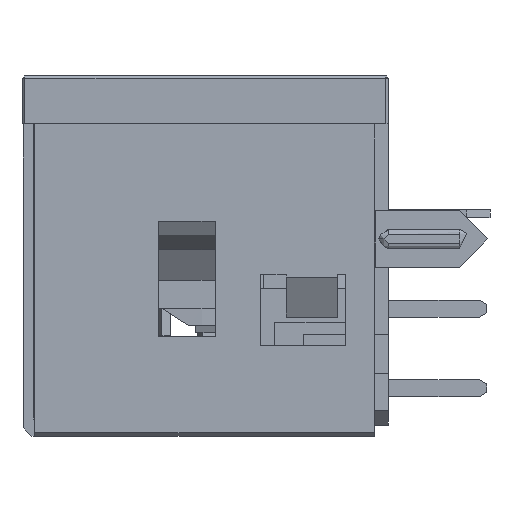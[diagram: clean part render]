
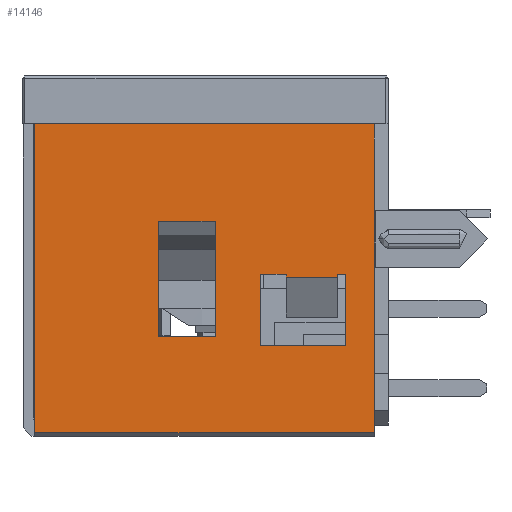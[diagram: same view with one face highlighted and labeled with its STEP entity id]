
A CAD part, left-side view. The second image highlights one B-rep face of the part: STEP entity #14146.
In plain terms, the highlighted planar face has unit normal (-1, 0, 0).
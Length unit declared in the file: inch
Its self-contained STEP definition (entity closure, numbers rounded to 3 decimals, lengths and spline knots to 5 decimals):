
#371 = CARTESIAN_POINT ( 'NONE',  ( -0.00461, 0.1378, 0.22964 ) ) ;
#564 = CARTESIAN_POINT ( 'NONE',  ( -0.00461, 0.06693, 0.21527 ) ) ;
#814 = FACE_BOUND ( 'NONE', #1039, .T. ) ;
#953 = ORIENTED_EDGE ( 'NONE', *, *, #10145, .T. ) ;
#986 = PLANE ( 'NONE',  #34286 ) ;
#1039 = EDGE_LOOP ( 'NONE', ( #19414, #20443, #7254, #32922, #28715, #9828, #27067, #8092 ) ) ;
#1200 = LINE ( 'NONE', #6698, #28413 ) ;
#1512 = CARTESIAN_POINT ( 'NONE',  ( -0.00461, 0.1378, 0.219 ) ) ;
#1514 = DIRECTION ( 'NONE',  ( 1., 0., 0. ) ) ;
#1676 = VERTEX_POINT ( 'NONE', #22878 ) ;
#2454 = VERTEX_POINT ( 'NONE', #33231 ) ;
#2811 = CARTESIAN_POINT ( 'NONE',  ( -0.00461, 0.17323, 0.12058 ) ) ;
#2943 = EDGE_CURVE ( 'NONE', #10844, #7716, #27586, .T. ) ;
#2977 = DIRECTION ( 'NONE',  ( 0., 1., 0. ) ) ;
#3232 = CARTESIAN_POINT ( 'NONE',  ( -0.00461, 0.05512, 0.219 ) ) ;
#4002 = LINE ( 'NONE', #19885, #33383 ) ;
#4042 = VERTEX_POINT ( 'NONE', #10537 ) ;
#4685 = DIRECTION ( 'NONE',  ( 0., 0., -1. ) ) ;
#4873 = EDGE_CURVE ( 'NONE', #16829, #7716, #18394, .T. ) ;
#4887 = LINE ( 'NONE', #26401, #9053 ) ;
#5066 = CARTESIAN_POINT ( 'NONE',  ( -0.00461, 0.1378, 0.21527 ) ) ;
#5341 = VECTOR ( 'NONE', #31872, 39.37008 ) ;
#5517 = CARTESIAN_POINT ( 'NONE',  ( -0.00461, 0.1378, 0.219 ) ) ;
#5981 = EDGE_CURVE ( 'NONE', #32800, #4042, #25786, .T. ) ;
#6698 = CARTESIAN_POINT ( 'NONE',  ( -0.00461, 0.48622, 0.42767 ) ) ;
#7254 = ORIENTED_EDGE ( 'NONE', *, *, #32141, .T. ) ;
#7333 = VECTOR ( 'NONE', #9590, 39.37008 ) ;
#7708 = VECTOR ( 'NONE', #34930, 39.37008 ) ;
#7716 = VERTEX_POINT ( 'NONE', #20284 ) ;
#7732 = LINE ( 'NONE', #10386, #7708 ) ;
#7837 = DIRECTION ( 'NONE',  ( 0., 0., -1. ) ) ;
#8048 = EDGE_CURVE ( 'NONE', #29741, #10844, #4002, .T. ) ;
#8092 = ORIENTED_EDGE ( 'NONE', *, *, #8186, .F. ) ;
#8186 = EDGE_CURVE ( 'NONE', #12181, #14659, #4887, .T. ) ;
#8289 = CARTESIAN_POINT ( 'NONE',  ( -0.00461, 0.01575, -0.00012 ) ) ;
#8922 = CARTESIAN_POINT ( 'NONE',  ( -0.00461, 0.31496, 0.29263 ) ) ;
#9053 = VECTOR ( 'NONE', #12984, 39.37008 ) ;
#9118 = FACE_OUTER_BOUND ( 'NONE', #16936, .T. ) ;
#9590 = DIRECTION ( 'NONE',  ( 0., 1., 0. ) ) ;
#9828 = ORIENTED_EDGE ( 'NONE', *, *, #22992, .F. ) ;
#10145 = EDGE_CURVE ( 'NONE', #2454, #23460, #34528, .T. ) ;
#10340 = CARTESIAN_POINT ( 'NONE',  ( -0.00461, 0.17323, 0.219 ) ) ;
#10386 = CARTESIAN_POINT ( 'NONE',  ( -0.00461, 0.31496, 0.29263 ) ) ;
#10537 = CARTESIAN_POINT ( 'NONE',  ( -0.00461, 0.06693, 0.219 ) ) ;
#10770 = ORIENTED_EDGE ( 'NONE', *, *, #8048, .T. ) ;
#10844 = VERTEX_POINT ( 'NONE', #11956 ) ;
#11003 = CARTESIAN_POINT ( 'NONE',  ( -0.00461, 0.31496, 0.30388 ) ) ;
#11512 = DIRECTION ( 'NONE',  ( 0., 1., 0. ) ) ;
#11856 = VECTOR ( 'NONE', #32104, 39.37008 ) ;
#11956 = CARTESIAN_POINT ( 'NONE',  ( -0.00461, 0.23622, 0.13239 ) ) ;
#12181 = VERTEX_POINT ( 'NONE', #564 ) ;
#12327 = DIRECTION ( 'NONE',  ( 0., 0., -1. ) ) ;
#12460 = CARTESIAN_POINT ( 'NONE',  ( -0.00461, 0.01575, 0.30759 ) ) ;
#12615 = ORIENTED_EDGE ( 'NONE', *, *, #4873, .F. ) ;
#12984 = DIRECTION ( 'NONE',  ( 0., 1., 0. ) ) ;
#13214 = VECTOR ( 'NONE', #25679, 39.37008 ) ;
#13657 = VERTEX_POINT ( 'NONE', #15864 ) ;
#14113 = DIRECTION ( 'NONE',  ( 0., 1., 0. ) ) ;
#14146 = ADVANCED_FACE ( 'NONE', ( #30825, #814, #9118 ), #986, .F. ) ;
#14659 = VERTEX_POINT ( 'NONE', #5066 ) ;
#14678 = EDGE_CURVE ( 'NONE', #4042, #12181, #21472, .T. ) ;
#14910 = CARTESIAN_POINT ( 'NONE',  ( -0.00461, 0., 0. ) ) ;
#15464 = EDGE_CURVE ( 'NONE', #28989, #30404, #31237, .T. ) ;
#15730 = DIRECTION ( 'NONE',  ( 0., 0., -1. ) ) ;
#15864 = CARTESIAN_POINT ( 'NONE',  ( -0.00461, 0.48622, -0.00013 ) ) ;
#16119 = VECTOR ( 'NONE', #20371, 39.37008 ) ;
#16214 = ORIENTED_EDGE ( 'NONE', *, *, #2943, .T. ) ;
#16327 = CARTESIAN_POINT ( 'NONE',  ( -0.00461, 0.05512, 0.219 ) ) ;
#16829 = VERTEX_POINT ( 'NONE', #8922 ) ;
#16936 = EDGE_LOOP ( 'NONE', ( #953, #19950, #17223, #28055, #31939, #34489 ) ) ;
#17223 = ORIENTED_EDGE ( 'NONE', *, *, #31253, .T. ) ;
#17542 = LINE ( 'NONE', #22513, #20621 ) ;
#17863 = LINE ( 'NONE', #371, #33480 ) ;
#18085 = VECTOR ( 'NONE', #2977, 39.37008 ) ;
#18394 = LINE ( 'NONE', #11003, #28095 ) ;
#18774 = VECTOR ( 'NONE', #4685, 39.37008 ) ;
#18872 = LINE ( 'NONE', #8289, #18085 ) ;
#18950 = DIRECTION ( 'NONE',  ( 0., 0., -1. ) ) ;
#18956 = EDGE_CURVE ( 'NONE', #19450, #14659, #17863, .T. ) ;
#19414 = ORIENTED_EDGE ( 'NONE', *, *, #14678, .F. ) ;
#19450 = VERTEX_POINT ( 'NONE', #1512 ) ;
#19860 = DIRECTION ( 'NONE',  ( 0., 0., -1. ) ) ;
#19885 = CARTESIAN_POINT ( 'NONE',  ( -0.00461, 0.23622, 0.30388 ) ) ;
#19950 = ORIENTED_EDGE ( 'NONE', *, *, #31219, .T. ) ;
#20094 = EDGE_CURVE ( 'NONE', #2454, #13657, #18872, .T. ) ;
#20199 = LINE ( 'NONE', #23027, #16119 ) ;
#20284 = CARTESIAN_POINT ( 'NONE',  ( -0.00461, 0.31496, 0.13239 ) ) ;
#20371 = DIRECTION ( 'NONE',  ( 0., 0., 1. ) ) ;
#20443 = ORIENTED_EDGE ( 'NONE', *, *, #5981, .F. ) ;
#20621 = VECTOR ( 'NONE', #22684, 39.37008 ) ;
#21049 = CARTESIAN_POINT ( 'NONE',  ( -0.00461, 0.23622, 0.29263 ) ) ;
#21305 = CARTESIAN_POINT ( 'NONE',  ( -0.00461, 0.06693, 0.22964 ) ) ;
#21472 = LINE ( 'NONE', #21305, #11856 ) ;
#21993 = VECTOR ( 'NONE', #11512, 39.37008 ) ;
#22143 = CARTESIAN_POINT ( 'NONE',  ( -0.00461, 0.23622, 0.13239 ) ) ;
#22513 = CARTESIAN_POINT ( 'NONE',  ( -0.00461, 0.01575, 0.42767 ) ) ;
#22684 = DIRECTION ( 'NONE',  ( 0., 0., 1. ) ) ;
#22878 = CARTESIAN_POINT ( 'NONE',  ( -0.00461, 0.05512, 0.12058 ) ) ;
#22911 = CARTESIAN_POINT ( 'NONE',  ( -0.00461, 0.01575, 0.42767 ) ) ;
#22971 = CARTESIAN_POINT ( 'NONE',  ( -0.00461, 0.05512, 0.219 ) ) ;
#22992 = EDGE_CURVE ( 'NONE', #19450, #26459, #24713, .T. ) ;
#23027 = CARTESIAN_POINT ( 'NONE',  ( -0.00461, 0.01575, 0.42767 ) ) ;
#23307 = VECTOR ( 'NONE', #14113, 39.37008 ) ;
#23400 = VERTEX_POINT ( 'NONE', #2811 ) ;
#23460 = VERTEX_POINT ( 'NONE', #32656 ) ;
#24713 = LINE ( 'NONE', #5517, #23307 ) ;
#25192 = DIRECTION ( 'NONE',  ( 0., 0., -1. ) ) ;
#25214 = VECTOR ( 'NONE', #27946, 39.37008 ) ;
#25679 = DIRECTION ( 'NONE',  ( 0., 1., 0. ) ) ;
#25786 = LINE ( 'NONE', #22971, #7333 ) ;
#26379 = LINE ( 'NONE', #31184, #18774 ) ;
#26401 = CARTESIAN_POINT ( 'NONE',  ( -0.00461, 0.06693, 0.21527 ) ) ;
#26459 = VERTEX_POINT ( 'NONE', #10340 ) ;
#27067 = ORIENTED_EDGE ( 'NONE', *, *, #18956, .T. ) ;
#27553 = ORIENTED_EDGE ( 'NONE', *, *, #32756, .F. ) ;
#27586 = LINE ( 'NONE', #22143, #25214 ) ;
#27946 = DIRECTION ( 'NONE',  ( 0., 1., 0. ) ) ;
#28055 = ORIENTED_EDGE ( 'NONE', *, *, #15464, .T. ) ;
#28095 = VECTOR ( 'NONE', #7837, 39.37008 ) ;
#28341 = CARTESIAN_POINT ( 'NONE',  ( -0.00461, 0.05512, 0.12058 ) ) ;
#28413 = VECTOR ( 'NONE', #25192, 39.37008 ) ;
#28474 = EDGE_CURVE ( 'NONE', #26459, #23400, #26379, .T. ) ;
#28669 = EDGE_LOOP ( 'NONE', ( #16214, #12615, #27553, #10770 ) ) ;
#28715 = ORIENTED_EDGE ( 'NONE', *, *, #28474, .F. ) ;
#28861 = CARTESIAN_POINT ( 'NONE',  ( -0.00461, 0.01575, 0.42767 ) ) ;
#28898 = EDGE_CURVE ( 'NONE', #30404, #13657, #1200, .T. ) ;
#28989 = VERTEX_POINT ( 'NONE', #22911 ) ;
#29368 = EDGE_CURVE ( 'NONE', #1676, #23400, #33495, .T. ) ;
#29660 = VECTOR ( 'NONE', #18950, 39.37008 ) ;
#29741 = VERTEX_POINT ( 'NONE', #21049 ) ;
#30081 = LINE ( 'NONE', #3232, #29660 ) ;
#30404 = VERTEX_POINT ( 'NONE', #31822 ) ;
#30825 = FACE_BOUND ( 'NONE', #28669, .T. ) ;
#31184 = CARTESIAN_POINT ( 'NONE',  ( -0.00461, 0.17323, 0.219 ) ) ;
#31219 = EDGE_CURVE ( 'NONE', #23460, #32999, #20199, .T. ) ;
#31237 = LINE ( 'NONE', #33056, #21993 ) ;
#31253 = EDGE_CURVE ( 'NONE', #32999, #28989, #17542, .T. ) ;
#31822 = CARTESIAN_POINT ( 'NONE',  ( -0.00461, 0.48622, 0.42767 ) ) ;
#31872 = DIRECTION ( 'NONE',  ( 0., 0., 1. ) ) ;
#31939 = ORIENTED_EDGE ( 'NONE', *, *, #28898, .T. ) ;
#32104 = DIRECTION ( 'NONE',  ( 0., 0., -1. ) ) ;
#32141 = EDGE_CURVE ( 'NONE', #32800, #1676, #30081, .T. ) ;
#32656 = CARTESIAN_POINT ( 'NONE',  ( -0.00461, 0.01575, 0.22885 ) ) ;
#32756 = EDGE_CURVE ( 'NONE', #29741, #16829, #7732, .T. ) ;
#32800 = VERTEX_POINT ( 'NONE', #16327 ) ;
#32922 = ORIENTED_EDGE ( 'NONE', *, *, #29368, .T. ) ;
#32999 = VERTEX_POINT ( 'NONE', #12460 ) ;
#33056 = CARTESIAN_POINT ( 'NONE',  ( -0.00461, 0.48622, 0.42767 ) ) ;
#33231 = CARTESIAN_POINT ( 'NONE',  ( -0.00461, 0.01575, -0.00013 ) ) ;
#33383 = VECTOR ( 'NONE', #12327, 39.37008 ) ;
#33480 = VECTOR ( 'NONE', #15730, 39.37008 ) ;
#33495 = LINE ( 'NONE', #28341, #13214 ) ;
#34286 = AXIS2_PLACEMENT_3D ( 'NONE', #14910, #1514, #19860 ) ;
#34489 = ORIENTED_EDGE ( 'NONE', *, *, #20094, .F. ) ;
#34528 = LINE ( 'NONE', #28861, #5341 ) ;
#34930 = DIRECTION ( 'NONE',  ( 0., 1., 0. ) ) ;
